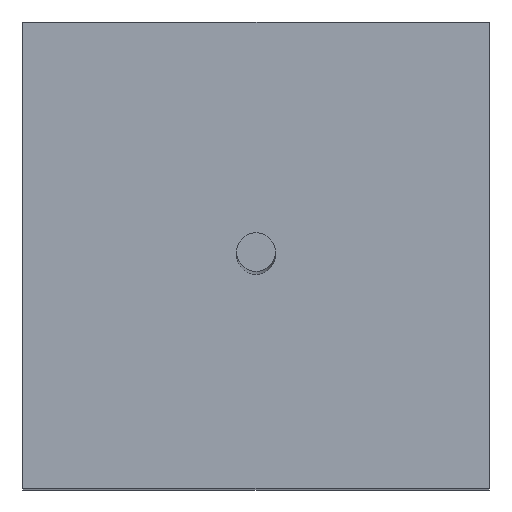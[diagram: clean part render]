
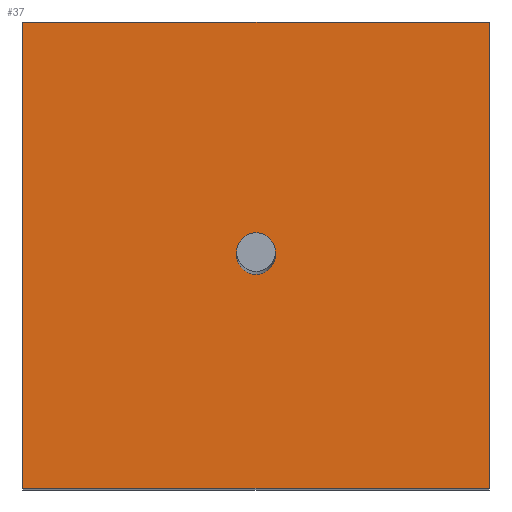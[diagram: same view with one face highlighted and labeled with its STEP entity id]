
A CAD part, top view. The second image highlights one B-rep face of the part: STEP entity #37.
In plain terms, the highlighted planar face has unit normal (0, 0, 1).
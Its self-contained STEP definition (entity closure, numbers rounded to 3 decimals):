
#1 = DIRECTION ( 'NONE',  ( 0., 0., 1. ) ) ;
#2 = LINE ( 'NONE', #338, #232 ) ;
#21 = FACE_OUTER_BOUND ( 'NONE', #117, .T. ) ;
#28 = DIRECTION ( 'NONE',  ( 1., 0., 0. ) ) ;
#37 = ADVANCED_FACE ( 'NONE', ( #21 ), #298, .T. ) ;
#42 = ORIENTED_EDGE ( 'NONE', *, *, #99, .T. ) ;
#74 = VECTOR ( 'NONE', #327, 1000. ) ;
#90 = DIRECTION ( 'NONE',  ( 0., 1., 0. ) ) ;
#95 = CARTESIAN_POINT ( 'NONE',  ( -4.825, 4.825, 22. ) ) ;
#99 = EDGE_CURVE ( 'NONE', #153, #246, #2, .T. ) ;
#101 = CARTESIAN_POINT ( 'NONE',  ( -4.825, -4.825, 22. ) ) ;
#117 = EDGE_LOOP ( 'NONE', ( #42, #346, #343, #339 ) ) ;
#126 = VERTEX_POINT ( 'NONE', #234 ) ;
#153 = VERTEX_POINT ( 'NONE', #293 ) ;
#181 = CARTESIAN_POINT ( 'NONE',  ( 4.825, 4.825, 22. ) ) ;
#192 = EDGE_CURVE ( 'NONE', #246, #212, #262, .T. ) ;
#194 = LINE ( 'NONE', #101, #206 ) ;
#195 = CARTESIAN_POINT ( 'NONE',  ( -4.825, 4.825, 22. ) ) ;
#206 = VECTOR ( 'NONE', #28, 1000. ) ;
#212 = VERTEX_POINT ( 'NONE', #195 ) ;
#232 = VECTOR ( 'NONE', #90, 1000. ) ;
#234 = CARTESIAN_POINT ( 'NONE',  ( -4.825, -4.825, 22. ) ) ;
#246 = VERTEX_POINT ( 'NONE', #181 ) ;
#262 = LINE ( 'NONE', #95, #275 ) ;
#275 = VECTOR ( 'NONE', #365, 1000. ) ;
#282 = EDGE_CURVE ( 'NONE', #126, #153, #194, .T. ) ;
#293 = CARTESIAN_POINT ( 'NONE',  ( 4.825, -4.825, 22. ) ) ;
#298 = PLANE ( 'NONE',  #331 ) ;
#319 = EDGE_CURVE ( 'NONE', #212, #126, #369, .T. ) ;
#321 = CARTESIAN_POINT ( 'NONE',  ( -4.825, 4.825, 22. ) ) ;
#327 = DIRECTION ( 'NONE',  ( 0., -1., 0. ) ) ;
#331 = AXIS2_PLACEMENT_3D ( 'NONE', #393, #1, #347 ) ;
#338 = CARTESIAN_POINT ( 'NONE',  ( 4.825, 4.825, 22. ) ) ;
#339 = ORIENTED_EDGE ( 'NONE', *, *, #282, .T. ) ;
#343 = ORIENTED_EDGE ( 'NONE', *, *, #319, .T. ) ;
#346 = ORIENTED_EDGE ( 'NONE', *, *, #192, .T. ) ;
#347 = DIRECTION ( 'NONE',  ( 1., 0., 0. ) ) ;
#365 = DIRECTION ( 'NONE',  ( -1., 0., 0. ) ) ;
#369 = LINE ( 'NONE', #321, #74 ) ;
#393 = CARTESIAN_POINT ( 'NONE',  ( 0., 0., 22. ) ) ;
